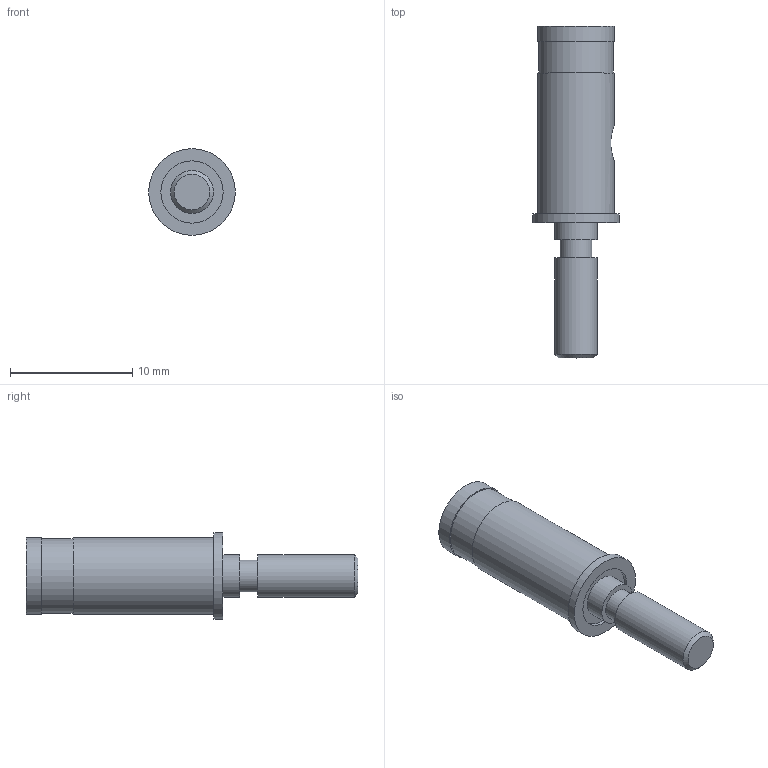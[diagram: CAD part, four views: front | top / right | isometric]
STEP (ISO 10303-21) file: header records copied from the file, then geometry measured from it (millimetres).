
FILE_DESCRIPTION(/* description */ (''),/* implementation_level */ '2;1');
FILE_NAME(/* name */ 'Axe reglage lunette TCM.stp',/* time_stamp */ '2020-09-27T17:45:20+02:00',/* author */ ('Valerick'),/* organization */ (''),/* preprocessor_version */ 'ST-DEVELOPER v16.13',/* originating_system */ 'Autodesk Inventor 2018',/* authorisation */ '');
FILE_SCHEMA (('AUTOMOTIVE_DESIGN { 1 0 10303 214 3 1 1 }'));
Length unit declared in the file: millimetre
Products named in the file (1): Axe reglage lunette TCM
Bounding box: 7.1 x 27.2 x 7.1 mm (x, y, z)
Volume: 595.8 mm3; surface area: 536.5 mm2
Topology: 1 solids, 1 shells, 19 faces, 29 edges, 19 vertices
Faces by surface type: plane 9, cylinder 8, sphere 1, cone 1
Full cylindrical faces by diameter (mm): 2.6 x1, 3.5 x2, 5.1 x1, 6.1 x1, 6.3 x2, 7.1 x1
Entity records: 460 total; most frequent: CARTESIAN_POINT 101, DIRECTION 74, ORIENTED_EDGE 38, AXIS2_PLACEMENT_3D 37, EDGE_LOOP 36, FACE_OUTER_BOUND 19, VERTEX_POINT 19, EDGE_CURVE 19
